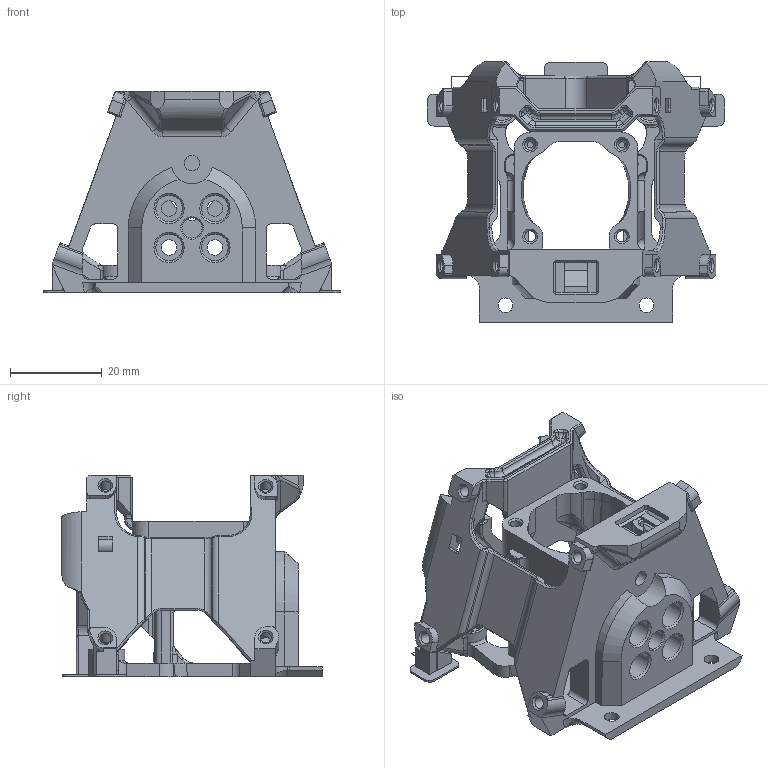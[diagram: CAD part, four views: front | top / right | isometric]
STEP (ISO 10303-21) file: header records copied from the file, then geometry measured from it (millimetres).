
FILE_DESCRIPTION(/* description */ ('STEP AP242','CAx-IF Rec.Pracs.---Representation and Presentation of Product Manufacturing Information (PMI)---4.0---2014-10-13','CAx-IF Rec.Pracs.---3D Tessellated Geometry---0.4---2014-09-14','2;1'),/* implementation_level */ '2;1');
FILE_NAME(/* name */ 'Xol_HE_Mount-Revo-Voron_XolPAP',/* time_stamp */ '2024-06-15T13:29:30Z',/* author */ (''),/* organization */ (''),/* preprocessor_version */ 'ST-DEVELOPER v20',/* originating_system */ ' ',/* authorisation */ ' ');
FILE_SCHEMA (('AP242_MANAGED_MODEL_BASED_3D_ENGINEERING_MIM_LF { 1 0 10303 442 1 1 4 }'));
Products named in the file (3): Xol_HE_Mount-Revo-Voron_XolPAP; Support
Assembly tree (2 placements, depth 2):
  Xol_HE_Mount-Revo-Voron_XolPAP
    Support
    Xol_HE_Mount-Revo-Voron_XolPAP
Bounding box: 64.89 x 56.81 x 44 mm (x, y, z)
Volume: 25481.7 mm3; surface area: 21162.1 mm2
Topology: 2 solids, 2 shells, 1525 faces, 4092 edges, 2521 vertices
Faces by surface type: cylinder 528, plane 502, bspline 303, torus 109, cone 53, sphere 30
Full cylindrical faces by diameter (mm): 0.1 x2, 2.4 x12, 3.2 x4, 3.4 x7, 4.4 x1, 5.8 x4, 5.9 x2
Entity records: 53853 total; most frequent: CARTESIAN_POINT 18608, ORIENTED_EDGE 7884, DIRECTION 6629, EDGE_CURVE 3942, VERTEX_POINT 2474, AXIS2_PLACEMENT_3D 2450, LINE 1729, VECTOR 1729
